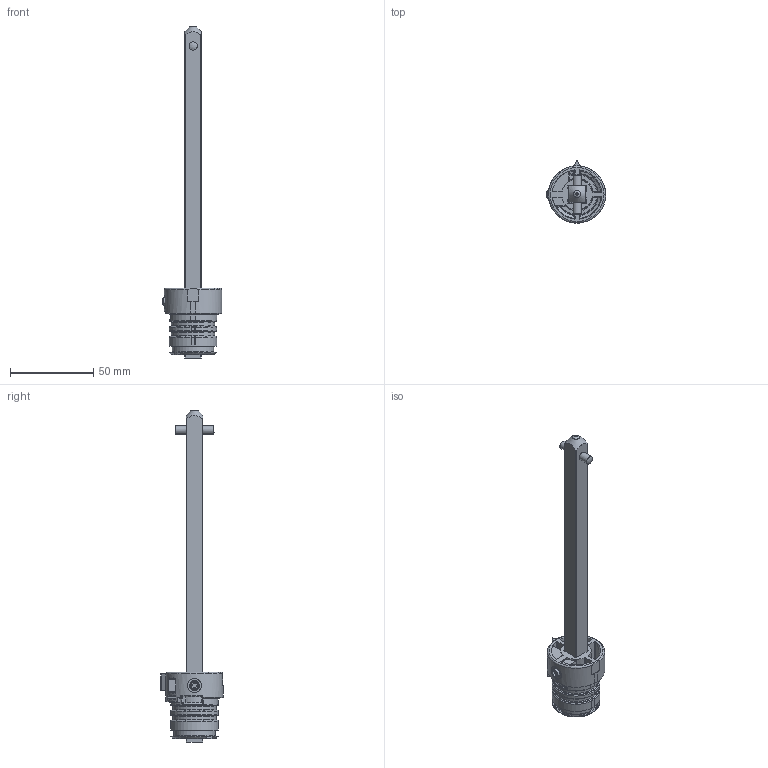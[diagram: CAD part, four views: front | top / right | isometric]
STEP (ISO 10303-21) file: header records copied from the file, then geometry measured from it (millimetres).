
FILE_DESCRIPTION(/* description */ (''),/* implementation_level */ '2;1');
FILE_NAME(/* name */ 'GLX7....stp',/* time_stamp */ '2019-03-11T14:24:01+01:00',/* author */ (''),/* organization */ (''),/* preprocessor_version */ 'ST-DEVELOPER v16',/* originating_system */ 'SIEMENS PLM Software NX 10.0',/* authorisation */ '');
FILE_SCHEMA (('AP203_CONFIGURATION_CONTROLLED_3D_DESIGN_OF_MECHANICAL_PARTS_AND_ASSEMBLIES_MIM_LF { 1 0 10303 403 2 1 2}'));
Length unit declared in the file: millimetre
Products named in the file (1): Rugg044CD80174cg
Bounding box: 35.75 x 37.42 x 200 mm (x, y, z)
Surface area: 18908.5 mm2 (no closed solid volume)
Topology: 0 solids, 14 shells, 503 faces, 1395 edges, 839 vertices
Faces by surface type: bspline 162, plane 96, cylinder 77, cone 76, torus 57, sphere 31, extrusion 3, revolution 1
Full cylindrical faces by diameter (mm): 5 x1, 25 x1, 26 x2
Entity records: 20226 total; most frequent: CARTESIAN_POINT 9180, ORIENTED_EDGE 2353, DIRECTION 1977, EDGE_CURVE 1322, AXIS2_PLACEMENT_3D 831, VERTEX_POINT 830, EDGE_LOOP 543, B_SPLINE_CURVE_WITH_KNOTS 523
